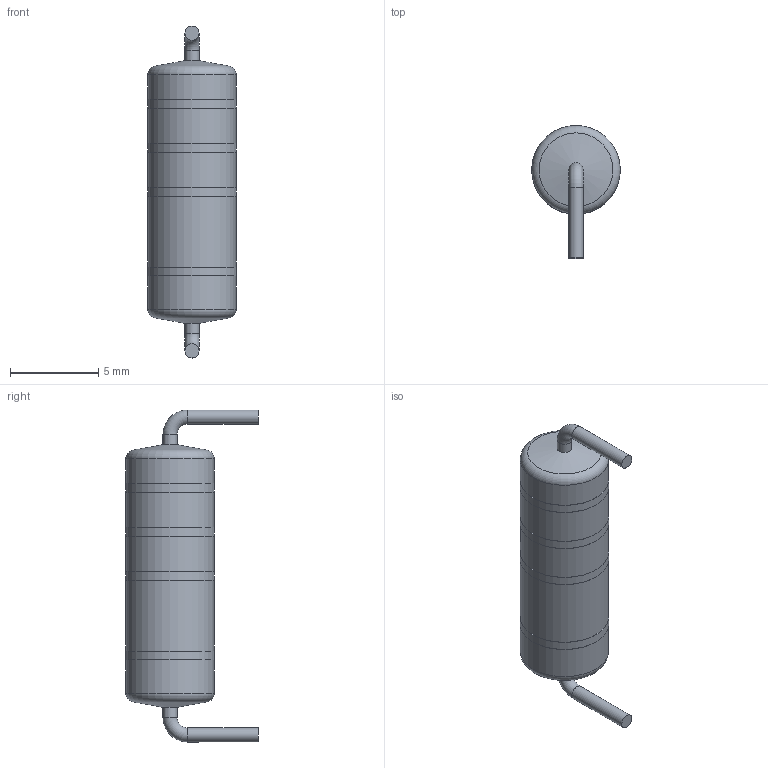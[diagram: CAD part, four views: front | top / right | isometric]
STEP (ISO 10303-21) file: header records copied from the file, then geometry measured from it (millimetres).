
FILE_DESCRIPTION(/* description */ (''),/* implementation_level */ '2;1');
FILE_NAME(/* name */ 'AXIAL_RESISTOR-PITCH18-22E.stp',/* time_stamp */ '2020-12-04T07:52:56-03:00',/* author */ ('laguerre'),/* organization */ (''),/* preprocessor_version */ 'ST-DEVELOPER v17',/* originating_system */ 'Autodesk Inventor 2018',/* authorisation */ '');
FILE_SCHEMA (('AUTOMOTIVE_DESIGN { 1 0 10303 214 3 1 1 }'));
Length unit declared in the file: millimetre
Products named in the file (1): CE-RES-0016
Bounding box: 5.02 x 7.51 x 18.8 mm (x, y, z)
Volume: 288.4 mm3; surface area: 289.3 mm2
Topology: 1 solids, 1 shells, 29 faces, 73 edges, 54 vertices
Faces by surface type: cylinder 13, plane 10, torus 4, cone 2
Full cylindrical faces by diameter (mm): 0.8 x4, 5 x5, 5.02 x4
Entity records: 1028 total; most frequent: DIRECTION 191, CARTESIAN_POINT 157, ORIENTED_EDGE 146, AXIS2_PLACEMENT_3D 88, EDGE_CURVE 73, CIRCLE 58, VERTEX_POINT 54, EDGE_LOOP 37
